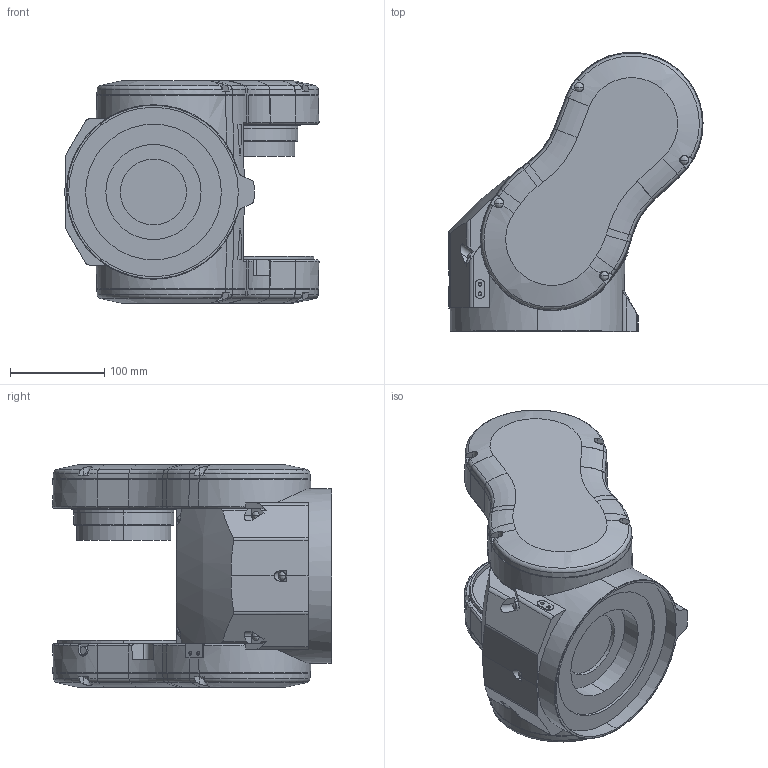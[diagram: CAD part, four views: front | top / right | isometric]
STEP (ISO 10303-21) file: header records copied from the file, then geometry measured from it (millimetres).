
FILE_DESCRIPTION((''),'2;1');
FILE_NAME('_C8-AXXXXX-S-1_ARM_1','2019-08-25T13:47:12',('arco0'),(''),'CREO PARAMETRIC BY PTC INC, 2018420','CREO PARAMETRIC BY PTC INC, 2018420','');
FILE_SCHEMA(('AUTOMOTIVE_DESIGN { 1 0 10303 214 1 1 1 1 }'));
Length unit declared in the file: millimetre
Products named in the file (1): _C8-AXXXXX-S-1_ARM_1
Bounding box: 269.69 x 296.21 x 236 mm (x, y, z)
Volume: 6931577.5 mm3; surface area: 330727 mm2
Topology: 1 solids, 1 shells, 403 faces, 1104 edges, 711 vertices
Faces by surface type: plane 157, cylinder 113, cone 55, torus 47, bspline 30, sphere 1
Entity records: 16848 total; most frequent: CARTESIAN_POINT 3842, ORIENTED_EDGE 2156, DIRECTION 2116, EDGE_CURVE 1078, AXIS2_PLACEMENT_3D 825, VERTEX_POINT 711, VECTOR 466, LINE 466
